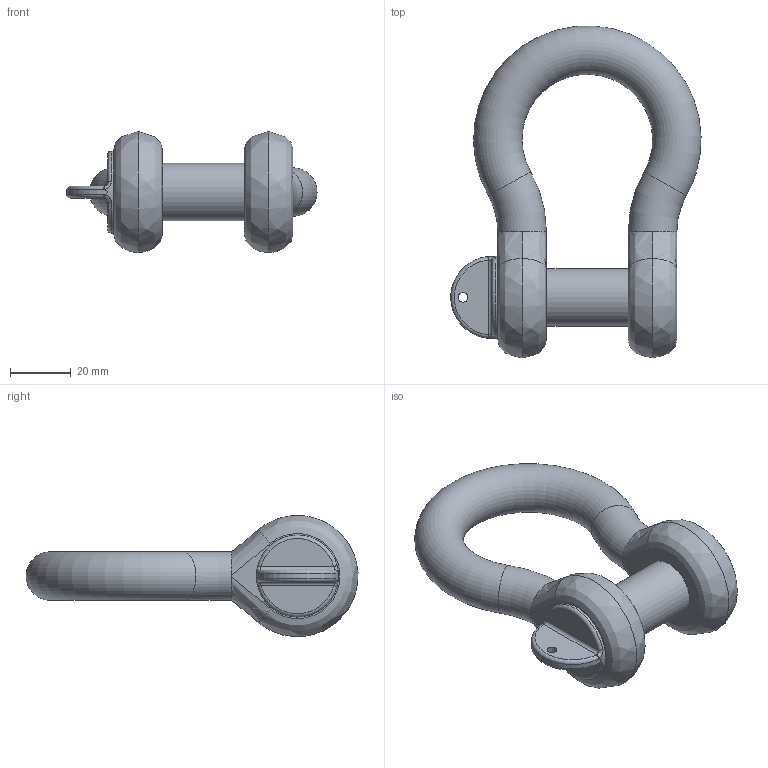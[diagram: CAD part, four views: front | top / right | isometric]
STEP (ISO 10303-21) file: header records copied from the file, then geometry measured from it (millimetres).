
FILE_DESCRIPTION(/* description */ (''),/* implementation_level */ '2;1');
FILE_NAME(/* name */ 'GSCHW_10.stp',/* time_stamp */ '2012-01-17T11:35:44+01:00',/* author */ (''),/* organization */ (''),/* preprocessor_version */ 'ST-DEVELOPER v11',/* originating_system */ 'SIEMENS PLM Software NX 7.5',/* authorisation */ '');
FILE_SCHEMA (('AUTOMOTIVE_DESIGN { 1 0 10303 214 1 1 1 1 }'));
Length unit declared in the file: millimetre
Products named in the file (1): kse2136xlm2
Bounding box: 82.43 x 109.41 x 39.95 mm (x, y, z)
Volume: 78623.5 mm3; surface area: 21463.4 mm2
Topology: 2 solids, 2 shells, 46 faces, 110 edges, 69 vertices
Faces by surface type: bspline 20, plane 10, cylinder 8, torus 7, cone 1
Full cylindrical faces by diameter (mm): 3.2 x1, 19 x3, 27 x1
Entity records: 1959 total; most frequent: CARTESIAN_POINT 1103, ORIENTED_EDGE 196, DIRECTION 122, EDGE_CURVE 98, VERTEX_POINT 66, EDGE_LOOP 62, AXIS2_PLACEMENT_3D 59, ADVANCED_FACE 46
